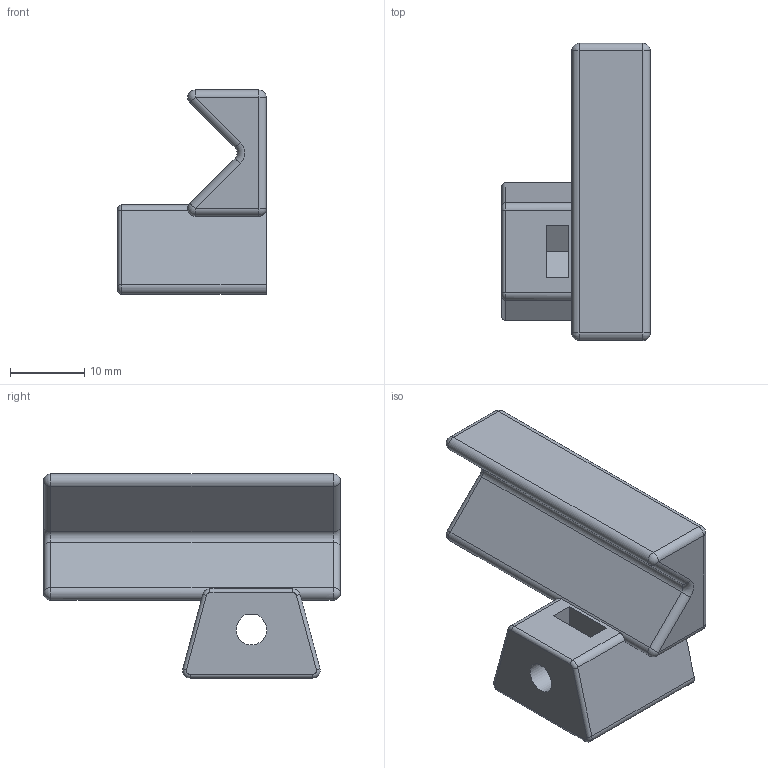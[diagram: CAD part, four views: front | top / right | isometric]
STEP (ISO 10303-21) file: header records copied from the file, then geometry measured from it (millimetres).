
FILE_DESCRIPTION(('FreeCAD Model'),'2;1');
FILE_NAME('LPhoneGrip.step','2017-01-31T13:12:26',('Author'),(''), 'Open CASCADE STEP processor 6.8','FreeCAD','Unknown');
FILE_SCHEMA(('AUTOMOTIVE_DESIGN_CC2 { 1 2 10303 214 -1 1 5 4 }'));
Length unit declared in the file: millimetre
Products named in the file (2): ASSEMBLY; LPhoneGrip
Assembly tree (1 placements, depth 2):
  ASSEMBLY
    LPhoneGrip
Bounding box: 20 x 40 x 27.5 mm (x, y, z)
Volume: 8300 mm3; surface area: 4049.5 mm2
Topology: 1 solids, 1 shells, 67 faces, 164 edges, 92 vertices
Faces by surface type: cylinder 28, plane 25, sphere 8, torus 6
Entity records: 4233 total; most frequent: CARTESIAN_POINT 1066, DIRECTION 590, LINE 323, VECTOR 323, ORIENTED_EDGE 312, PCURVE 312, DEFINITIONAL_REPRESENTATION 312, EDGE_CURVE 156
